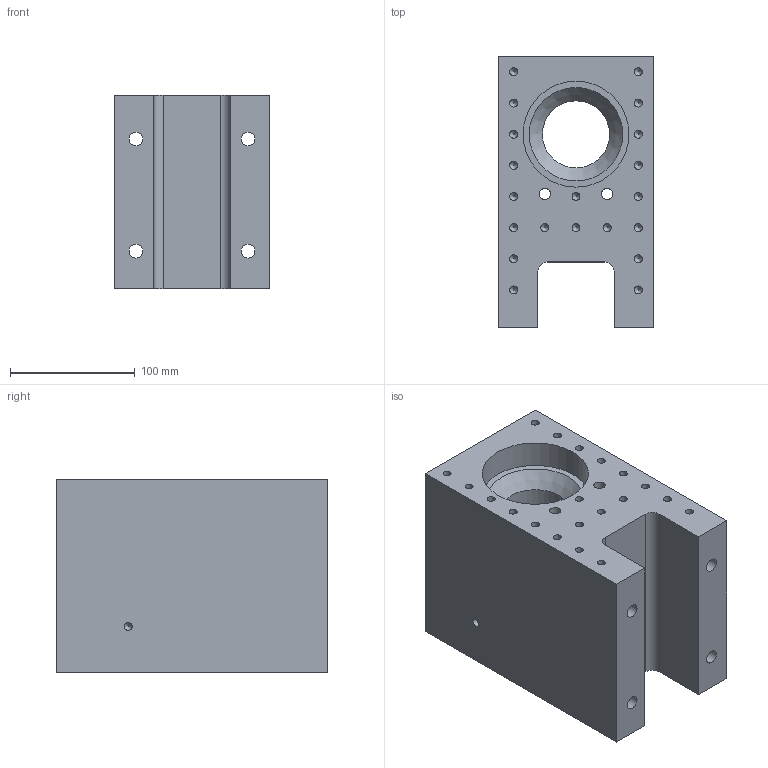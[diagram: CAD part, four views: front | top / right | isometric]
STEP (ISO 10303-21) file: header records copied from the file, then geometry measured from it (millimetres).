
FILE_DESCRIPTION(('FreeCAD Model'),'2;1');
FILE_NAME('Open CASCADE Shape Model','2025-02-17T23:12:14',(''),(''), 'Open CASCADE STEP processor 7.8','FreeCAD','Unknown');
FILE_SCHEMA(('AUTOMOTIVE_DESIGN { 1 0 10303 214 1 1 1 1 }'));
Length unit declared in the file: millimetre
Products named in the file (1): HeadstockConcrete125
Bounding box: 125 x 217.5 x 155 mm (x, y, z)
Volume: 3032088.7 mm3; surface area: 241742.4 mm2
Topology: 1 solids, 1 shells, 86 faces, 203 edges, 127 vertices
Faces by surface type: cylinder 40, cone 25, plane 20, extrusion 1
Full cylindrical faces by diameter (mm): 6.4 x23, 9 x2, 10 x2, 11 x4, 30 x4, 54 x1, 85 x1, 90 x1
Entity records: 5101 total; most frequent: CARTESIAN_POINT 1159, DIRECTION 779, VECTOR 397, LINE 396, ORIENTED_EDGE 360, PCURVE 360, DEFINITIONAL_REPRESENTATION 360, EDGE_CURVE 180
